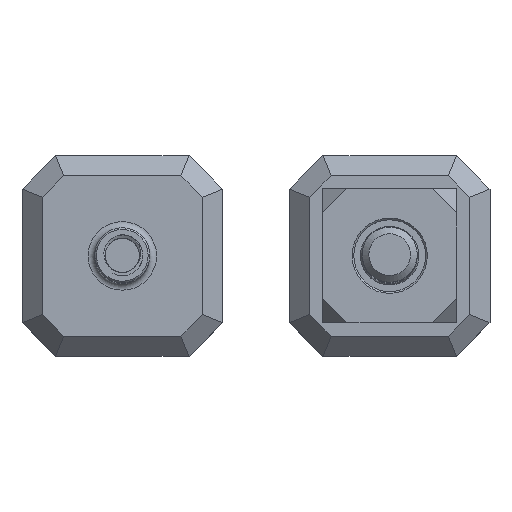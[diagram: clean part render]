
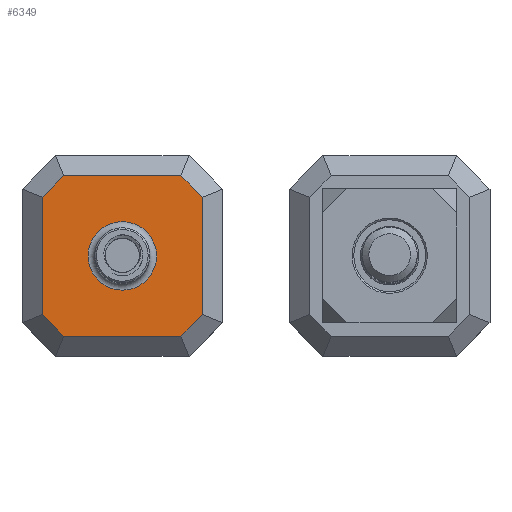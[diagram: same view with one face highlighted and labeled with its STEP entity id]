
A CAD part, top view. The second image highlights one B-rep face of the part: STEP entity #6349.
In plain terms, the highlighted planar face has unit normal (0, 0, 1).
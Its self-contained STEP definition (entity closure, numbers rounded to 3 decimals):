
#317=PLANE('',#6818);
#654=FACE_OUTER_BOUND('',#1037,.T.);
#1037=EDGE_LOOP('',(#5686,#5687,#5688,#5689,#5690,#5691,#5692,#5693));
#1930=LINE('',#17403,#2598);
#1931=LINE('',#17405,#2599);
#1932=LINE('',#17407,#2600);
#1933=LINE('',#17409,#2601);
#1934=LINE('',#17411,#2602);
#1935=LINE('',#17413,#2603);
#1936=LINE('',#17415,#2604);
#1937=LINE('',#17416,#2605);
#2598=VECTOR('',#8187,10.);
#2599=VECTOR('',#8188,10.);
#2600=VECTOR('',#8189,10.);
#2601=VECTOR('',#8190,10.);
#2602=VECTOR('',#8191,10.);
#2603=VECTOR('',#8192,10.);
#2604=VECTOR('',#8193,10.);
#2605=VECTOR('',#8194,10.);
#3166=VERTEX_POINT('',#17401);
#3167=VERTEX_POINT('',#17402);
#3168=VERTEX_POINT('',#17404);
#3169=VERTEX_POINT('',#17406);
#3170=VERTEX_POINT('',#17408);
#3171=VERTEX_POINT('',#17410);
#3172=VERTEX_POINT('',#17412);
#3173=VERTEX_POINT('',#17414);
#4017=EDGE_CURVE('',#3166,#3167,#1930,.T.);
#4018=EDGE_CURVE('',#3168,#3166,#1931,.T.);
#4019=EDGE_CURVE('',#3169,#3168,#1932,.T.);
#4020=EDGE_CURVE('',#3170,#3169,#1933,.T.);
#4021=EDGE_CURVE('',#3171,#3170,#1934,.T.);
#4022=EDGE_CURVE('',#3172,#3171,#1935,.T.);
#4023=EDGE_CURVE('',#3173,#3172,#1936,.T.);
#4024=EDGE_CURVE('',#3167,#3173,#1937,.T.);
#5686=ORIENTED_EDGE('',*,*,#4017,.F.);
#5687=ORIENTED_EDGE('',*,*,#4018,.F.);
#5688=ORIENTED_EDGE('',*,*,#4019,.F.);
#5689=ORIENTED_EDGE('',*,*,#4020,.F.);
#5690=ORIENTED_EDGE('',*,*,#4021,.F.);
#5691=ORIENTED_EDGE('',*,*,#4022,.F.);
#5692=ORIENTED_EDGE('',*,*,#4023,.F.);
#5693=ORIENTED_EDGE('',*,*,#4024,.F.);
#6349=ADVANCED_FACE('',(#654),#317,.T.);
#6818=AXIS2_PLACEMENT_3D('',#17400,#8185,#8186);
#8185=DIRECTION('center_axis',(0.,0.,1.));
#8186=DIRECTION('ref_axis',(1.,0.,0.));
#8187=DIRECTION('',(0.,-1.,0.));
#8188=DIRECTION('',(0.707,-0.707,0.));
#8189=DIRECTION('',(1.,0.,0.));
#8190=DIRECTION('',(0.707,0.707,0.));
#8191=DIRECTION('',(0.,1.,0.));
#8192=DIRECTION('',(-0.707,0.707,0.));
#8193=DIRECTION('',(-1.,0.,0.));
#8194=DIRECTION('',(-0.707,-0.707,0.));
#17400=CARTESIAN_POINT('Origin',(0.,0.,15.));
#17401=CARTESIAN_POINT('',(24.,17.515,15.));
#17402=CARTESIAN_POINT('',(24.,-17.515,15.));
#17403=CARTESIAN_POINT('',(24.,-15.,15.));
#17404=CARTESIAN_POINT('',(17.515,24.,15.));
#17405=CARTESIAN_POINT('',(23.257,18.257,15.));
#17406=CARTESIAN_POINT('',(-17.515,24.,15.));
#17407=CARTESIAN_POINT('',(15.,24.,15.));
#17408=CARTESIAN_POINT('',(-24.,17.515,15.));
#17409=CARTESIAN_POINT('',(-18.257,23.257,15.));
#17410=CARTESIAN_POINT('',(-24.,-17.515,15.));
#17411=CARTESIAN_POINT('',(-24.,15.,15.));
#17412=CARTESIAN_POINT('',(-17.515,-24.,15.));
#17413=CARTESIAN_POINT('',(-23.257,-18.257,15.));
#17414=CARTESIAN_POINT('',(17.515,-24.,15.));
#17415=CARTESIAN_POINT('',(-15.,-24.,15.));
#17416=CARTESIAN_POINT('',(18.257,-23.257,15.));
